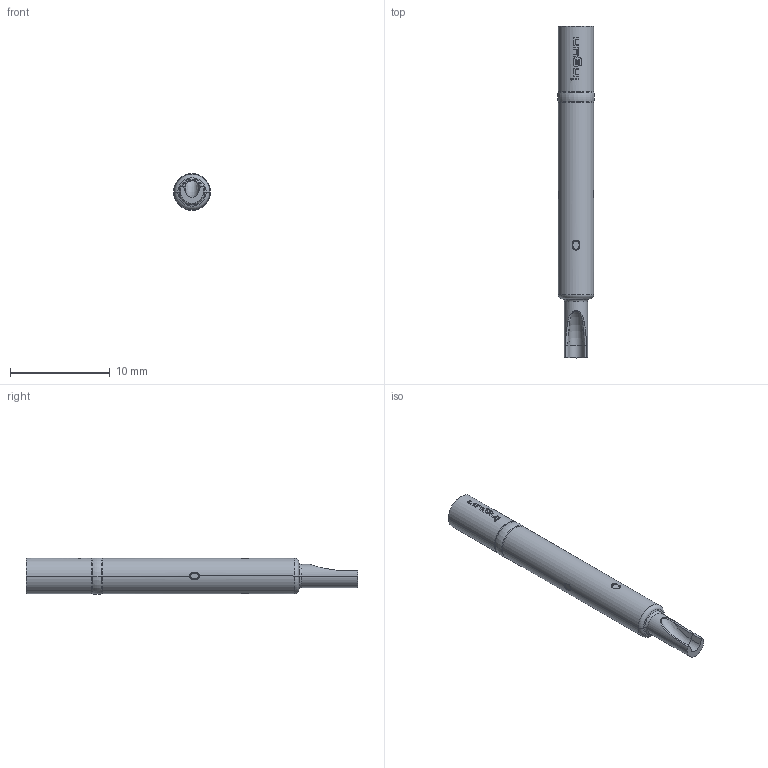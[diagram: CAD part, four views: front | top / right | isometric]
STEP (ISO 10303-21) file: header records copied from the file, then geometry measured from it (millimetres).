
FILE_DESCRIPTION (( 'STEP AP203' ), '1' );
FILE_NAME ('INGUN_KS-005_30_G.STEP', '2022-02-09T05:06:28', ( 'ochi' ), ( '' ), 'SwSTEP 2.0', 'SolidWorks 2018', '' );
FILE_SCHEMA (( 'CONFIG_CONTROL_DESIGN' ));
Length unit declared in the file: millimetre
Products named in the file (1): INGUN_KS-005_30_G
Bounding box: 3.71 x 33.27 x 3.68 mm (x, y, z)
Volume: 288.8 mm3; surface area: 367.3 mm2
Topology: 1 solids, 1 shells, 169 faces, 423 edges, 264 vertices
Faces by surface type: bspline 69, plane 48, cylinder 33, torus 17, cone 2
Entity records: 6144 total; most frequent: CARTESIAN_POINT 2486, ORIENTED_EDGE 846, DIRECTION 616, EDGE_CURVE 423, VERTEX_POINT 264, AXIS2_PLACEMENT_3D 256, EDGE_LOOP 177, ADVANCED_FACE 169
